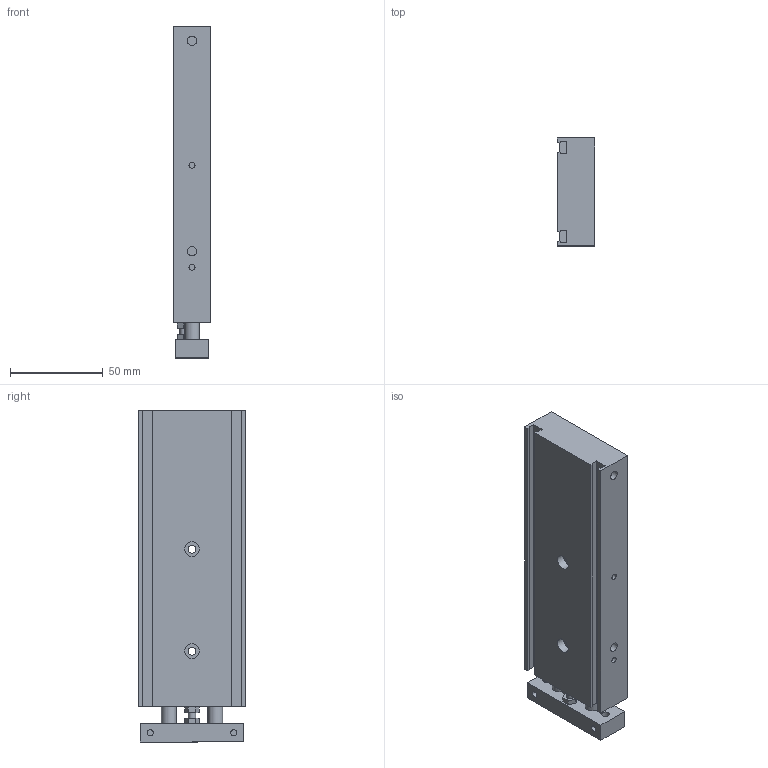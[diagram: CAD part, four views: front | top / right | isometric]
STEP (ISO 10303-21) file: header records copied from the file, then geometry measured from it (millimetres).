
FILE_DESCRIPTION((''),'2;1');
FILE_NAME('6200150100B.stp','2007-02-24T08:28:54',('valotma1'),(''),'Autodesk Inventor 11','Autodesk Inventor 11','');
FILE_SCHEMA(('AUTOMOTIVE_DESIGN { 1 0 10303 214 1 1 1 1 }'));
Length unit declared in the file: millimetre
Products named in the file (4): 6200150100B; CORPO Ø15 C100; PIASTRA Ø15 C100; vteifz4x16
Assembly tree (3 placements, depth 2):
  6200150100B
    CORPO Ø15 C100
    PIASTRA Ø15 C100
    vteifz4x16
Bounding box: 20 x 58 x 179 mm (x, y, z)
Volume: 190570.3 mm3; surface area: 44715.7 mm2
Topology: 3 solids, 3 shells, 94 faces, 196 edges, 129 vertices
Faces by surface type: plane 53, bspline 24, cylinder 10, cone 7
Full cylindrical faces by diameter (mm): 3.242 x4, 4 x2, 5 x2, 8 x2
Entity records: 2648 total; most frequent: CARTESIAN_POINT 689, DIRECTION 366, ORIENTED_EDGE 338, EDGE_CURVE 169, EDGE_LOOP 148, AXIS2_PLACEMENT_3D 132, VERTEX_POINT 127, VECTOR 102
